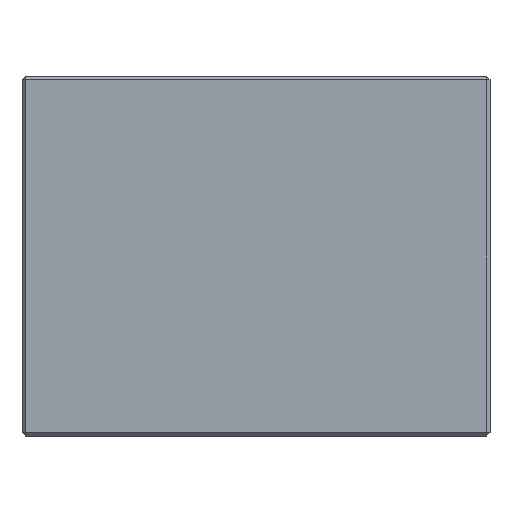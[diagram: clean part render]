
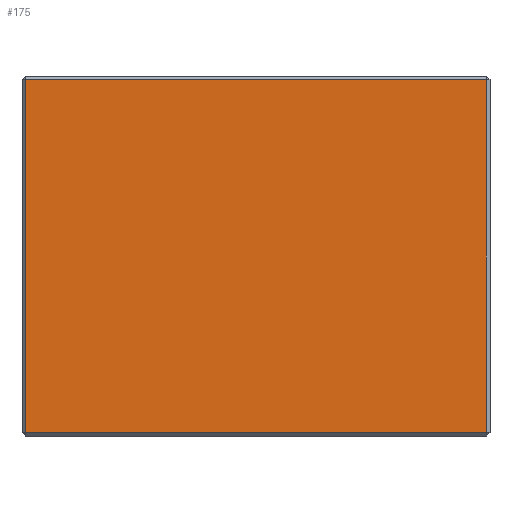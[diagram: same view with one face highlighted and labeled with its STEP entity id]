
A CAD part, front view. The second image highlights one B-rep face of the part: STEP entity #175.
In plain terms, the highlighted planar face has unit normal (0, -1, 0).
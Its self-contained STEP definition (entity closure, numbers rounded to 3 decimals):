
#144=FACE_OUTER_BOUND('',#461,.T.);
#175=ADVANCED_FACE('',(#144),#240,.F.);
#240=PLANE('',#955);
#277=LINE('',#1361,#327);
#278=LINE('',#1364,#328);
#279=LINE('',#1366,#329);
#280=LINE('',#1368,#330);
#327=VECTOR('',#1086,1.);
#328=VECTOR('',#1087,1.);
#329=VECTOR('',#1088,1.);
#330=VECTOR('',#1089,1.);
#461=EDGE_LOOP('',(#568,#569,#570,#571));
#568=ORIENTED_EDGE('',*,*,#829,.T.);
#569=ORIENTED_EDGE('',*,*,#830,.T.);
#570=ORIENTED_EDGE('',*,*,#831,.T.);
#571=ORIENTED_EDGE('',*,*,#832,.T.);
#756=VERTEX_POINT('',#1362);
#757=VERTEX_POINT('',#1363);
#758=VERTEX_POINT('',#1365);
#759=VERTEX_POINT('',#1367);
#829=EDGE_CURVE('',#756,#757,#277,.T.);
#830=EDGE_CURVE('',#757,#758,#278,.T.);
#831=EDGE_CURVE('',#758,#759,#279,.T.);
#832=EDGE_CURVE('',#759,#756,#280,.T.);
#955=AXIS2_PLACEMENT_3D('',#1369,#1090,#1091);
#1086=DIRECTION('',(0.,0.,-1.));
#1087=DIRECTION('',(1.,0.,0.));
#1088=DIRECTION('',(0.,0.,1.));
#1089=DIRECTION('',(-1.,0.,0.));
#1090=DIRECTION('',(0.,1.,0.));
#1091=DIRECTION('',(0.,0.,1.));
#1361=CARTESIAN_POINT('',(-64.,-50.,50.));
#1362=CARTESIAN_POINT('',(-64.,-50.,49.));
#1363=CARTESIAN_POINT('',(-64.,-50.,-49.));
#1364=CARTESIAN_POINT('',(65.,-50.,-49.));
#1365=CARTESIAN_POINT('',(64.,-50.,-49.));
#1366=CARTESIAN_POINT('',(64.,-50.,50.));
#1367=CARTESIAN_POINT('',(64.,-50.,49.));
#1368=CARTESIAN_POINT('',(65.,-50.,49.));
#1369=CARTESIAN_POINT('',(65.,-50.,50.));
